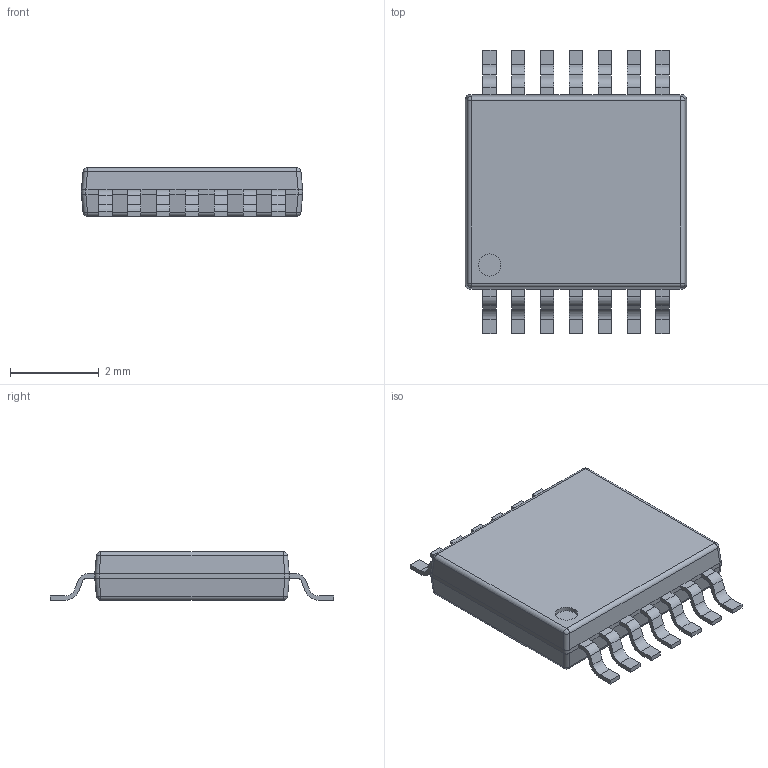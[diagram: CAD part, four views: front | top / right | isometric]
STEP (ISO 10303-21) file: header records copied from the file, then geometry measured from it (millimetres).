
FILE_DESCRIPTION (( 'STEP AP214' ), '1' );
FILE_NAME ('User Library-HTSSOP14.STEP', '2020-04-15T08:35:39', ( '' ), ( '' ), 'SwSTEP 2.0', 'SolidWorks 2019', '' );
FILE_SCHEMA (( 'AUTOMOTIVE_DESIGN' ));
Length unit declared in the file: millimetre
Products named in the file (1): User Library-HTSSOP14
Bounding box: 4.98 x 6.38 x 1.1 mm (x, y, z)
Volume: 24.1 mm3; surface area: 75.4 mm2
Topology: 1 solids, 1 shells, 241 faces, 618 edges, 380 vertices
Faces by surface type: plane 155, cylinder 78, bspline 8
Entity records: 7935 total; most frequent: CARTESIAN_POINT 1384, ORIENTED_EDGE 1236, DIRECTION 1218, EDGE_CURVE 618, VECTOR 470, LINE 470, VERTEX_POINT 380, AXIS2_PLACEMENT_3D 374
